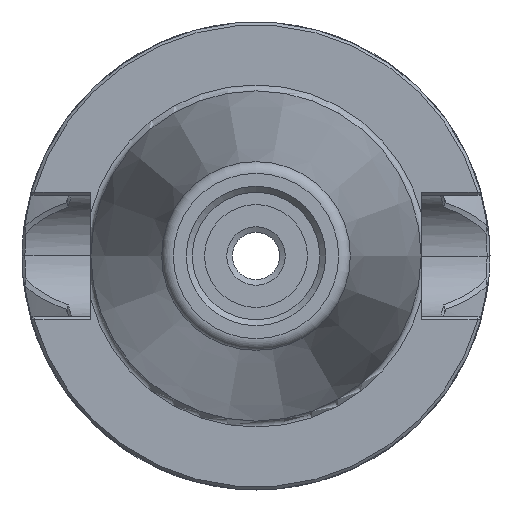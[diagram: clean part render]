
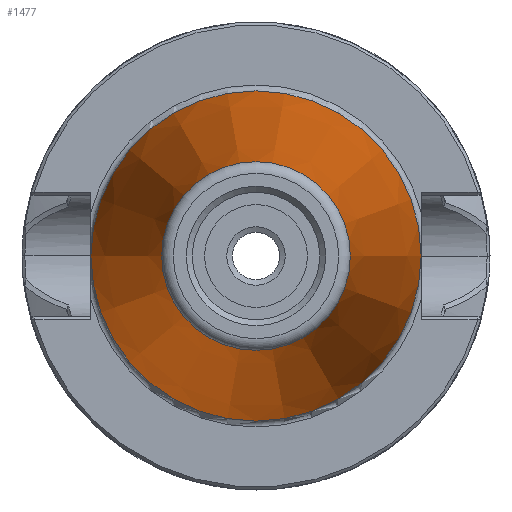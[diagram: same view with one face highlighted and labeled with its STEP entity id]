
A CAD part, left-side view. The second image highlights one B-rep face of the part: STEP entity #1477.
In plain terms, the highlighted conical face has half-angle 8.445 degrees and reference radius 17.363 mm.
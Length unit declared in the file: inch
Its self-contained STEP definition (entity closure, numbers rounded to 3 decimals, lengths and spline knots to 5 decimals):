
#265=FACE_OUTER_BOUND('',#352,.T.);
#352=EDGE_LOOP('',(#1333,#1334,#1335,#1336,#1337));
#431=LINE('',#3424,#500);
#500=VECTOR('',#1952,0.68356);
#546=CIRCLE('',#1621,0.875);
#547=CIRCLE('',#1622,0.50004);
#548=CIRCLE('',#1623,0.50004);
#697=VERTEX_POINT('',#3421);
#698=VERTEX_POINT('',#3423);
#699=VERTEX_POINT('',#3425);
#915=EDGE_CURVE('',#697,#697,#546,.T.);
#916=EDGE_CURVE('',#697,#698,#431,.T.);
#917=EDGE_CURVE('',#699,#698,#547,.T.);
#918=EDGE_CURVE('',#698,#699,#548,.T.);
#1333=ORIENTED_EDGE('',*,*,#915,.T.);
#1334=ORIENTED_EDGE('',*,*,#916,.T.);
#1335=ORIENTED_EDGE('',*,*,#917,.F.);
#1336=ORIENTED_EDGE('',*,*,#918,.F.);
#1337=ORIENTED_EDGE('',*,*,#916,.F.);
#1402=CONICAL_SURFACE('',#1620,0.68356,0.147);
#1477=ADVANCED_FACE('',(#265),#1402,.T.);
#1620=AXIS2_PLACEMENT_3D('',#3420,#1948,#1949);
#1621=AXIS2_PLACEMENT_3D('',#3422,#1950,#1951);
#1622=AXIS2_PLACEMENT_3D('',#3426,#1953,#1954);
#1623=AXIS2_PLACEMENT_3D('',#3427,#1955,#1956);
#1948=DIRECTION('center_axis',(1.,0.,0.));
#1949=DIRECTION('ref_axis',(0.,-1.,0.));
#1950=DIRECTION('center_axis',(-1.,0.,0.));
#1951=DIRECTION('ref_axis',(0.,0.,1.));
#1952=DIRECTION('',(-0.989,-0.147,0.));
#1953=DIRECTION('center_axis',(-1.,0.,0.));
#1954=DIRECTION('ref_axis',(0.,1.,0.));
#1955=DIRECTION('center_axis',(-1.,0.,0.));
#1956=DIRECTION('ref_axis',(0.,1.,0.));
#3420=CARTESIAN_POINT('Origin',(-1.28937,0.,0.));
#3421=CARTESIAN_POINT('',(0.,0.875,0.));
#3422=CARTESIAN_POINT('Origin',(0.,0.,0.));
#3423=CARTESIAN_POINT('',(-2.52542,0.50004,0.));
#3424=CARTESIAN_POINT('',(-1.28937,0.68356,0.));
#3425=CARTESIAN_POINT('',(-2.52542,0.,-0.50004));
#3426=CARTESIAN_POINT('Origin',(-2.52542,0.,0.));
#3427=CARTESIAN_POINT('Origin',(-2.52542,0.,0.));
